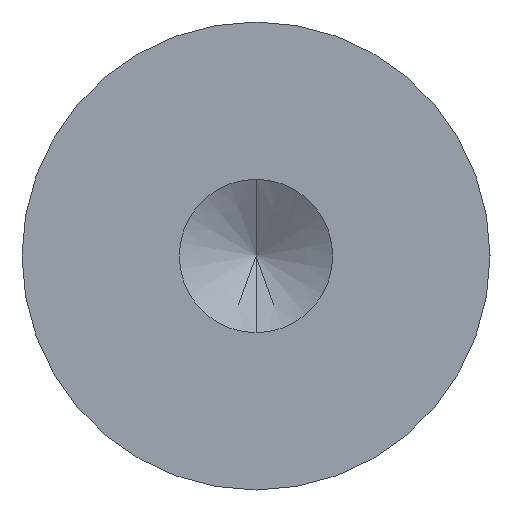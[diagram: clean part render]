
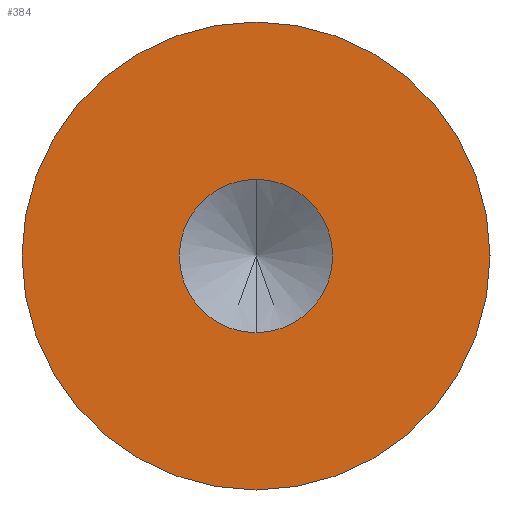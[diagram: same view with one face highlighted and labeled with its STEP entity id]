
A CAD part, left-side view. The second image highlights one B-rep face of the part: STEP entity #384.
In plain terms, the highlighted planar face has unit normal (-1, 0, 0).
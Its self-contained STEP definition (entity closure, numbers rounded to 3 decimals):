
#378=EDGE_CURVE('',#478,#602,#865,.T.);
#384=ADVANCED_FACE('',(#873,#874),#875,.T.);
#418=EDGE_CURVE('',#640,#678,#911,.T.);
#478=VERTEX_POINT('',#977);
#508=EDGE_CURVE('',#678,#640,#1009,.T.);
#602=VERTEX_POINT('',#1111);
#640=VERTEX_POINT('',#1157);
#678=VERTEX_POINT('',#1203);
#696=EDGE_CURVE('',#602,#478,#1222,.T.);
#865=CIRCLE('',#1426,3.5);
#873=FACE_OUTER_BOUND('',#1434,.T.);
#874=FACE_BOUND('',#1435,.T.);
#875=PLANE('',#1436);
#911=CIRCLE('',#1485,1.147);
#977=CARTESIAN_POINT('',(0.0,0.,-3.5));
#1009=CIRCLE('',#1621,1.147);
#1111=CARTESIAN_POINT('',(0.0,0.0,3.5));
#1157=CARTESIAN_POINT('',(0.0,0.0,1.147));
#1203=CARTESIAN_POINT('',(0.0,0.,-1.147));
#1222=CIRCLE('',#1899,3.5);
#1426=AXIS2_PLACEMENT_3D('',#2101,#2102,#2103);
#1434=EDGE_LOOP('',(#2121,#2122));
#1435=EDGE_LOOP('',(#2123,#2124));
#1436=AXIS2_PLACEMENT_3D('',#2125,#2126,#2127);
#1485=AXIS2_PLACEMENT_3D('',#2160,#2161,#2162);
#1621=AXIS2_PLACEMENT_3D('',#2283,#2284,#2285);
#1899=AXIS2_PLACEMENT_3D('',#2564,#2565,#2566);
#2101=CARTESIAN_POINT('',(0.0,0.0,0.0));
#2102=DIRECTION('',(1.0,0.0,-0.0));
#2103=DIRECTION('',(0.0,0.0,1.0));
#2121=ORIENTED_EDGE('',*,*,#696,.F.);
#2122=ORIENTED_EDGE('',*,*,#378,.F.);
#2123=ORIENTED_EDGE('',*,*,#418,.T.);
#2124=ORIENTED_EDGE('',*,*,#508,.T.);
#2125=CARTESIAN_POINT('',(0.0,0.0,2.323));
#2126=DIRECTION('',(-1.0,0.0,0.0));
#2127=DIRECTION('',(0.0,0.0,1.0));
#2160=CARTESIAN_POINT('',(0.0,0.0,0.0));
#2161=DIRECTION('',(1.0,0.0,-0.0));
#2162=DIRECTION('',(0.0,0.0,1.0));
#2283=CARTESIAN_POINT('',(0.0,0.0,0.0));
#2284=DIRECTION('',(1.0,0.0,-0.0));
#2285=DIRECTION('',(0.0,0.0,1.0));
#2564=CARTESIAN_POINT('',(0.0,0.0,0.0));
#2565=DIRECTION('',(1.0,0.0,-0.0));
#2566=DIRECTION('',(0.0,0.0,1.0));
